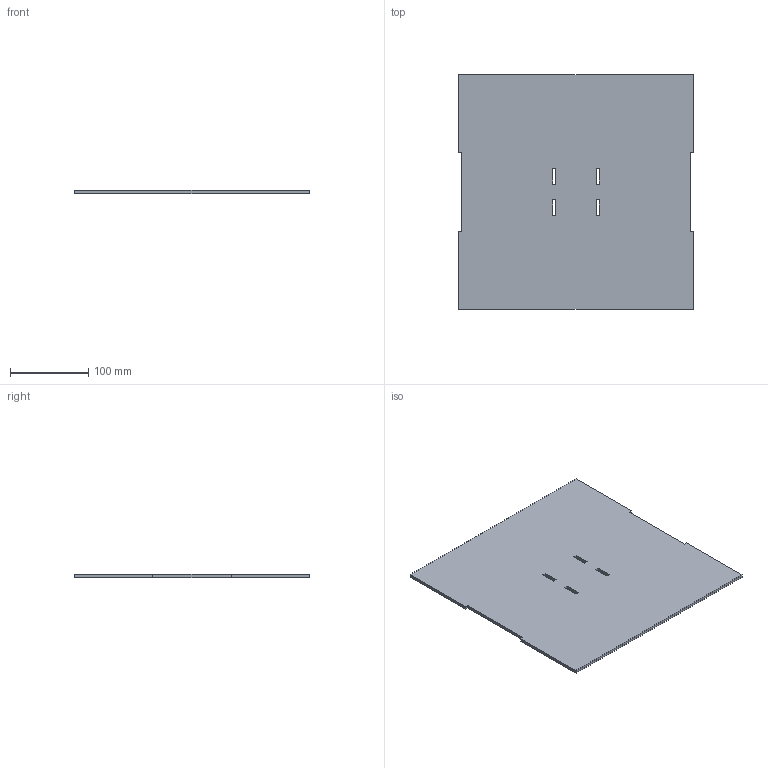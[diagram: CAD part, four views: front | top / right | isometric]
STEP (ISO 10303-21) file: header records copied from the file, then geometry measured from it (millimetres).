
FILE_DESCRIPTION(/* description */ (''),/* implementation_level */ '2;1');
FILE_NAME(/* name */ 'feeding_base.stp',/* time_stamp */ '2024-03-19T18:37:40+02:00',/* author */ ('Ahmed Hawary'),/* organization */ (''),/* preprocessor_version */ 'ST-DEVELOPER v19.2',/* originating_system */ 'Autodesk Inventor 2024',/* authorisation */ '');
FILE_SCHEMA (('AUTOMOTIVE_DESIGN { 1 0 10303 214 3 1 1 }'));
Length unit declared in the file: millimetre
Products named in the file (1): feeding_base
Bounding box: 300 x 300 x 4 mm (x, y, z)
Volume: 355520 mm3; surface area: 183392 mm2
Topology: 1 solids, 1 shells, 30 faces, 87 edges, 62 vertices
Faces by surface type: plane 30
Entity records: 1034 total; most frequent: CARTESIAN_POINT 177, ORIENTED_EDGE 168, DIRECTION 146, LINE 84, VECTOR 84, EDGE_CURVE 84, VERTEX_POINT 56, EDGE_LOOP 38
